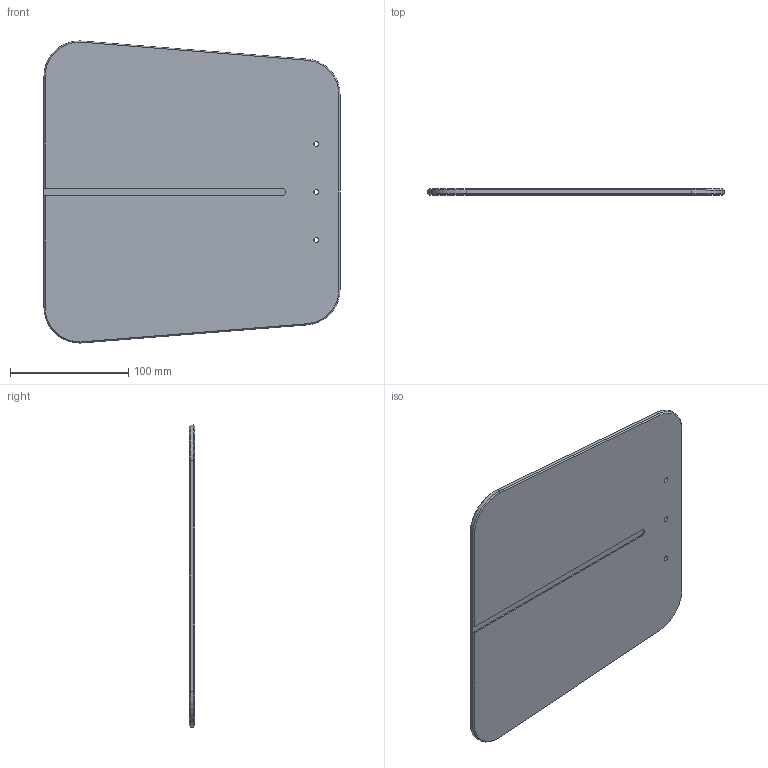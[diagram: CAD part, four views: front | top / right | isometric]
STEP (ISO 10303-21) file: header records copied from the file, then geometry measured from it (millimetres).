
FILE_DESCRIPTION (( 'STEP AP214' ), '1' );
FILE_NAME ('Plateforme (003-033).STEP', '2017-03-07T22:28:43', ( 'UTILISATEUR' ), ( '' ), 'SwSTEP 2.0', 'SolidWorks 2012', '' );
FILE_SCHEMA (( 'AUTOMOTIVE_DESIGN' ));
Length unit declared in the file: millimetre
Products named in the file (1): Plateforme (003-033)
Bounding box: 250 x 5 x 255.01 mm (x, y, z)
Volume: 293686.4 mm3; surface area: 122510.1 mm2
Topology: 1 solids, 1 shells, 40 faces, 95 edges, 57 vertices
Faces by surface type: plane 18, cylinder 12, cone 10
Entity records: 1254 total; most frequent: DIRECTION 212, CARTESIAN_POINT 193, ORIENTED_EDGE 190, EDGE_CURVE 95, AXIS2_PLACEMENT_3D 76, VECTOR 60, LINE 60, VERTEX_POINT 57
